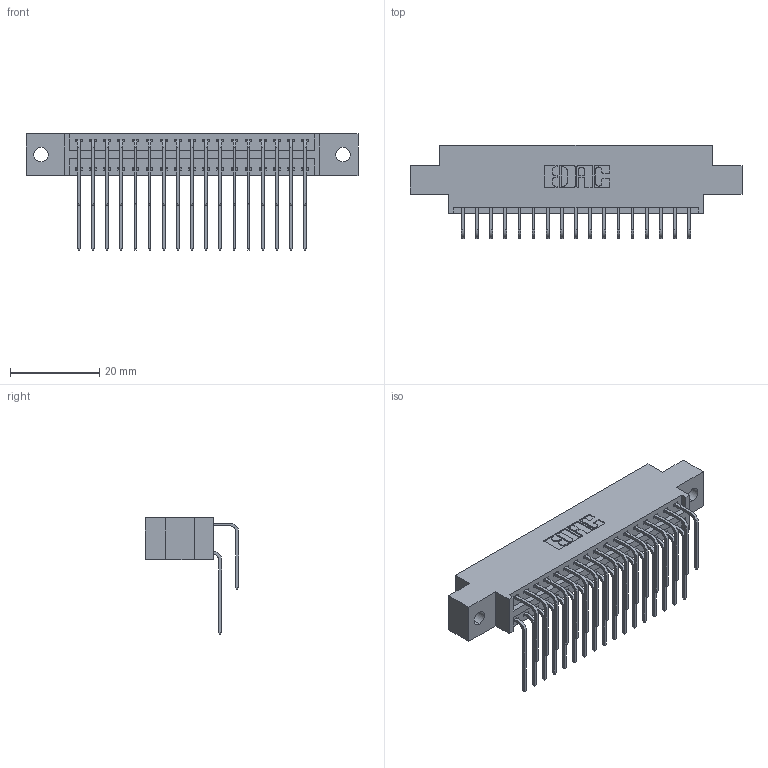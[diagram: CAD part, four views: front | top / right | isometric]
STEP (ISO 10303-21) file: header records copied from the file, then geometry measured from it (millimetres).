
FILE_DESCRIPTION (( 'STEP AP203' ), '1' );
FILE_NAME ('346-034-559-802.STEP', '2022-05-19T20:31:30', ( '' ), ( '' ), 'SwSTEP 2.0', 'SolidWorks 2020', '' );
FILE_SCHEMA (( 'CONFIG_CONTROL_DESIGN' ));
Length unit declared in the file: inch
Products named in the file (4): 346-034-559-802; 346 Part_0.170 Offset - 0.128 Dia; 345-292-001_559 Tail - 2; 345-292-001_558 559 Tail - 1
Assembly tree (35 placements, depth 2):
  346-034-559-802
    346 Part_0.170 Offset - 0.128 Dia
    345-292-001_558 559 Tail - 1  x17
    345-292-001_559 Tail - 2  x17
Bounding box: 74.55 x 20.89 x 26.16 mm (x, y, z)
Volume: 7080.1 mm3; surface area: 10190.5 mm2
Topology: 35 solids, 35 shells, 1962 faces, 5815 edges, 3830 vertices
Faces by surface type: plane 1338, cylinder 624
Entity records: 16379 total; most frequent: CARTESIAN_POINT 2787, ORIENTED_EDGE 2670, DIRECTION 2479, EDGE_CURVE 1335, LINE 1095, VECTOR 1095, VERTEX_POINT 886, AXIS2_PLACEMENT_3D 692
